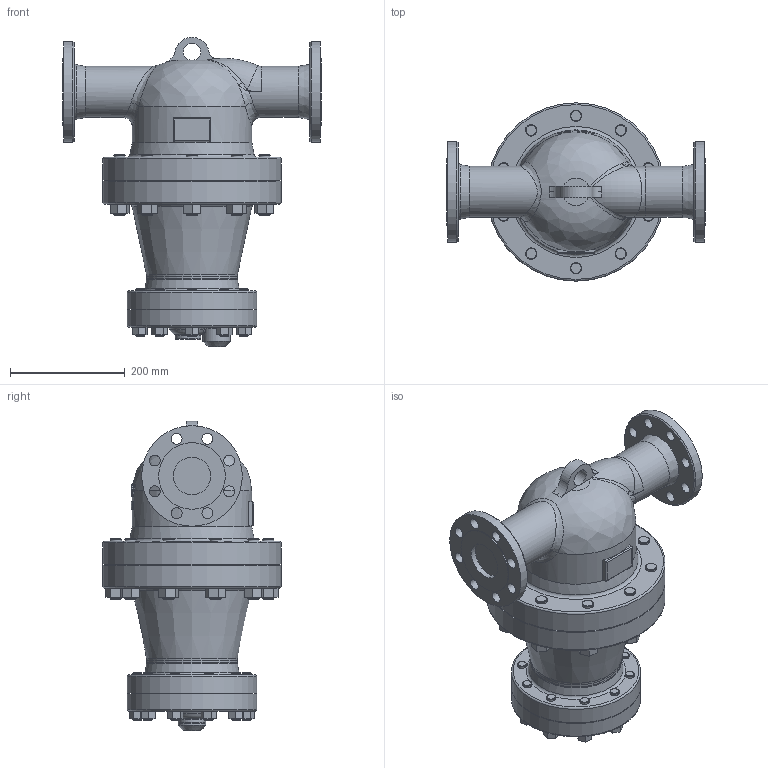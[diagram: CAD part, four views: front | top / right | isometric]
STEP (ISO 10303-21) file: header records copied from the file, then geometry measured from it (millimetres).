
FILE_DESCRIPTION((''),'2;1');
FILE_NAME('dc3sh-065-jis20-00.stp','2014-02-14T13:03:45',('akifuji'),(''),'Autodesk Inventor 2012','Autodesk Inventor 2012','');
FILE_SCHEMA(('AUTOMOTIVE_DESIGN { 1 0 10303 214 1 1 1 1 }'));
Length unit declared in the file: millimetre
Products named in the file (1): dc3sh-065-jis20-00
Bounding box: 450 x 310 x 538 mm (x, y, z)
Volume: 20060194.1 mm3; surface area: 766058.2 mm2
Topology: 1 solids, 1 shells, 451 faces, 1067 edges, 690 vertices
Faces by surface type: plane 236, cylinder 124, cone 48, bspline 26, torus 17
Full cylindrical faces by diameter (mm): 16 x30, 19 x16, 20 x30, 22.2 x1, 27.7 x1, 30 x1, 45 x1, 48 x1, 65 x2, 89 x2, 116 x2, 157.5 x1, 162.5 x1, 175 x2, 208 x1, 225 x2, 240 x1, 310 x2
Entity records: 13559 total; most frequent: CARTESIAN_POINT 3800, DIRECTION 1980, ORIENTED_EDGE 1732, EDGE_CURVE 866, AXIS2_PLACEMENT_3D 770, EDGE_LOOP 758, VERTEX_POINT 647, FACE_OUTER_BOUND 451
